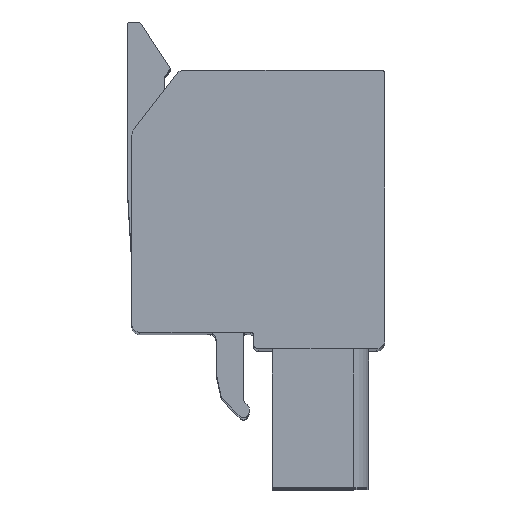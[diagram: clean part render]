
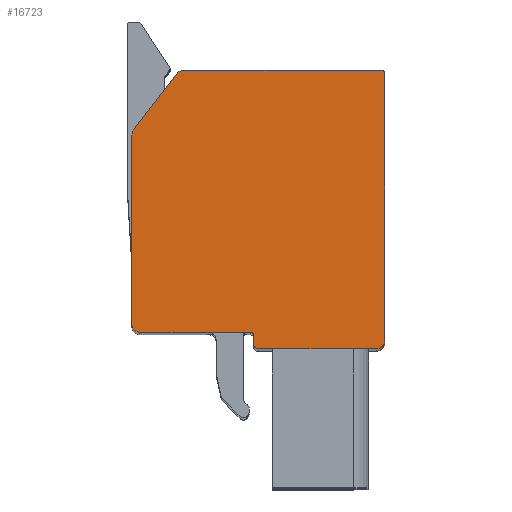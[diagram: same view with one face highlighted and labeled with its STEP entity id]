
A CAD part, top view. The second image highlights one B-rep face of the part: STEP entity #16723.
In plain terms, the highlighted planar face has unit normal (0, 0, 1).
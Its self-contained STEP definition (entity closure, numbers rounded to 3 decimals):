
#490=DIRECTION('',(1.,0.,0.));
#491=VECTOR('',#490,7.05);
#492=CARTESIAN_POINT('',(9.402,11.784,2.94));
#493=LINE('',#492,#491);
#2107=CARTESIAN_POINT('',(9.402,12.084,2.94));
#2108=DIRECTION('',(0.,0.,1.));
#2109=DIRECTION('',(-1.,0.,0.));
#2110=AXIS2_PLACEMENT_3D('',#2107,#2108,#2109);
#2112=DIRECTION('',(0.,-1.,0.));
#2113=VECTOR('',#2112,0.5);
#2114=CARTESIAN_POINT('',(9.102,12.584,2.94));
#2115=LINE('',#2114,#2113);
#2116=CARTESIAN_POINT('',(8.902,12.584,2.94));
#2117=DIRECTION('',(0.,0.,-1.));
#2118=DIRECTION('',(0.,1.,0.));
#2119=AXIS2_PLACEMENT_3D('',#2116,#2117,#2118);
#2121=DIRECTION('',(1.,0.,0.));
#2122=VECTOR('',#2121,6.61);
#2123=CARTESIAN_POINT('',(2.292,12.784,2.94));
#2124=LINE('',#2123,#2122);
#2125=CARTESIAN_POINT('',(2.292,13.284,2.94));
#2126=DIRECTION('',(0.,0.,1.));
#2127=DIRECTION('',(-1.,0.,0.));
#2128=AXIS2_PLACEMENT_3D('',#2125,#2126,#2127);
#2130=DIRECTION('',(0.,-1.,0.));
#2131=VECTOR('',#2130,11.132);
#2132=CARTESIAN_POINT('',(1.792,24.416,2.94));
#2133=LINE('',#2132,#2131);
#2134=CARTESIAN_POINT('',(2.792,24.416,2.94));
#2135=DIRECTION('',(0.,0.,1.));
#2136=DIRECTION('',(-0.789,0.614,0.));
#2137=AXIS2_PLACEMENT_3D('',#2134,#2135,#2136);
#2139=DIRECTION('',(-0.614,-0.789,0.));
#2140=VECTOR('',#2139,4.1);
#2141=CARTESIAN_POINT('',(4.52,28.266,2.94));
#2142=LINE('',#2141,#2140);
#2143=CARTESIAN_POINT('',(4.915,27.959,2.94));
#2144=DIRECTION('',(0.,0.,1.));
#2145=DIRECTION('',(0.,1.,0.));
#2146=AXIS2_PLACEMENT_3D('',#2143,#2144,#2145);
#2148=DIRECTION('',(-1.,0.,0.));
#2149=VECTOR('',#2148,11.838);
#2150=CARTESIAN_POINT('',(16.752,28.459,2.94));
#2151=LINE('',#2150,#2149);
#2152=CARTESIAN_POINT('',(16.752,28.259,2.94));
#2153=DIRECTION('',(0.,0.,1.));
#2154=DIRECTION('',(1.,0.,0.));
#2155=AXIS2_PLACEMENT_3D('',#2152,#2153,#2154);
#2157=DIRECTION('',(0.,1.,0.));
#2158=VECTOR('',#2157,15.975);
#2159=CARTESIAN_POINT('',(16.952,12.284,2.94));
#2160=LINE('',#2159,#2158);
#2161=CARTESIAN_POINT('',(16.452,12.284,2.94));
#2162=DIRECTION('',(0.,0.,1.));
#2163=DIRECTION('',(0.,-1.,0.));
#2164=AXIS2_PLACEMENT_3D('',#2161,#2162,#2163);
#10631=CARTESIAN_POINT('',(2.003,25.03,2.94));
#10632=CARTESIAN_POINT('',(1.792,24.416,2.94));
#10633=VERTEX_POINT('',#10631);
#10634=VERTEX_POINT('',#10632);
#10635=CARTESIAN_POINT('',(1.792,13.284,2.94));
#10636=VERTEX_POINT('',#10635);
#10637=CARTESIAN_POINT('',(2.292,12.784,2.94));
#10638=VERTEX_POINT('',#10637);
#10639=CARTESIAN_POINT('',(8.902,12.784,2.94));
#10640=VERTEX_POINT('',#10639);
#10641=CARTESIAN_POINT('',(9.102,12.584,2.94));
#10642=VERTEX_POINT('',#10641);
#10643=CARTESIAN_POINT('',(9.102,12.084,2.94));
#10644=VERTEX_POINT('',#10643);
#10645=CARTESIAN_POINT('',(9.402,11.784,2.94));
#10646=VERTEX_POINT('',#10645);
#10647=CARTESIAN_POINT('',(16.452,11.784,2.94));
#10648=CARTESIAN_POINT('',(16.952,12.284,2.94));
#10649=VERTEX_POINT('',#10647);
#10650=VERTEX_POINT('',#10648);
#10651=CARTESIAN_POINT('',(16.952,28.259,2.94));
#10652=VERTEX_POINT('',#10651);
#10653=CARTESIAN_POINT('',(16.752,28.459,2.94));
#10654=VERTEX_POINT('',#10653);
#10655=CARTESIAN_POINT('',(4.915,28.459,2.94));
#10656=VERTEX_POINT('',#10655);
#10657=CARTESIAN_POINT('',(4.52,28.266,2.94));
#10658=VERTEX_POINT('',#10657);
#16689=CARTESIAN_POINT('',(0.,0.,2.94));
#16690=DIRECTION('',(0.,0.,1.));
#16691=DIRECTION('',(1.,0.,0.));
#16692=AXIS2_PLACEMENT_3D('',#16689,#16690,#16691);
#16693=PLANE('',#16692);
#16694=ORIENTED_EDGE('',*,*,#13692,.F.);
#16696=ORIENTED_EDGE('',*,*,#16695,.F.);
#16698=ORIENTED_EDGE('',*,*,#16697,.F.);
#16700=ORIENTED_EDGE('',*,*,#16699,.F.);
#16702=ORIENTED_EDGE('',*,*,#16701,.F.);
#16704=ORIENTED_EDGE('',*,*,#16703,.F.);
#16706=ORIENTED_EDGE('',*,*,#16705,.F.);
#16708=ORIENTED_EDGE('',*,*,#16707,.F.);
#16710=ORIENTED_EDGE('',*,*,#16709,.F.);
#16712=ORIENTED_EDGE('',*,*,#16711,.F.);
#16714=ORIENTED_EDGE('',*,*,#16713,.F.);
#16716=ORIENTED_EDGE('',*,*,#16715,.F.);
#16718=ORIENTED_EDGE('',*,*,#16717,.F.);
#16720=ORIENTED_EDGE('',*,*,#16719,.F.);
#16721=EDGE_LOOP('',(#16694,#16696,#16698,#16700,#16702,#16704,#16706,#16708,
#16710,#16712,#16714,#16716,#16718,#16720));
#16722=FACE_OUTER_BOUND('',#16721,.F.);
#16723=ADVANCED_FACE('',(#16722),#16693,.T.);
#2111=CIRCLE('',#2110,0.3);
#2120=CIRCLE('',#2119,0.2);
#2129=CIRCLE('',#2128,0.5);
#2138=CIRCLE('',#2137,1.);
#2147=CIRCLE('',#2146,0.5);
#2156=CIRCLE('',#2155,0.2);
#2165=CIRCLE('',#2164,0.5);
#13692=EDGE_CURVE('',#10646,#10649,#493,.T.);
#16695=EDGE_CURVE('',#10644,#10646,#2111,.T.);
#16697=EDGE_CURVE('',#10642,#10644,#2115,.T.);
#16699=EDGE_CURVE('',#10640,#10642,#2120,.T.);
#16701=EDGE_CURVE('',#10638,#10640,#2124,.T.);
#16703=EDGE_CURVE('',#10636,#10638,#2129,.T.);
#16705=EDGE_CURVE('',#10634,#10636,#2133,.T.);
#16707=EDGE_CURVE('',#10633,#10634,#2138,.T.);
#16709=EDGE_CURVE('',#10658,#10633,#2142,.T.);
#16711=EDGE_CURVE('',#10656,#10658,#2147,.T.);
#16713=EDGE_CURVE('',#10654,#10656,#2151,.T.);
#16715=EDGE_CURVE('',#10652,#10654,#2156,.T.);
#16717=EDGE_CURVE('',#10650,#10652,#2160,.T.);
#16719=EDGE_CURVE('',#10649,#10650,#2165,.T.);
